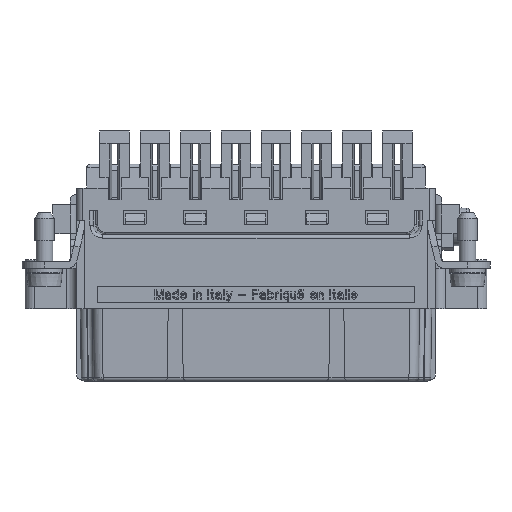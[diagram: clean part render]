
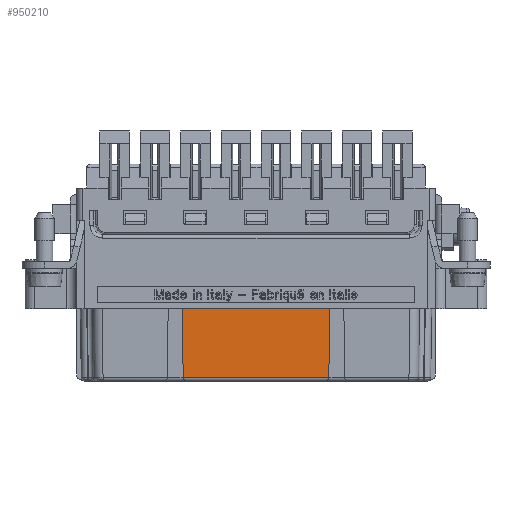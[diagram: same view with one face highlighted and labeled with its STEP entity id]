
A CAD part, front view. The second image highlights one B-rep face of the part: STEP entity #950210.
In plain terms, the highlighted planar face has unit normal (0, -1, -0.013).
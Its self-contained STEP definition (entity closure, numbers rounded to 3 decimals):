
#222460=CARTESIAN_POINT('',(100.746,44.784,-7.6));
#222470=VERTEX_POINT('',#222460);
#222500=CARTESIAN_POINT('',(0.,44.784,-7.6));
#222510=DIRECTION('',(-1.,0.,0.));
#222520=VECTOR('',#222510,1.);
#222530=LINE('',#222500,#222520);
#222540=CARTESIAN_POINT('',(77.746,44.784,-7.6));
#222550=VERTEX_POINT('',#222540);
#222560=EDGE_CURVE('',#222470,#222550,#222530,.T.);
#949410=CARTESIAN_POINT('',(101.079,44.45,17.9));
#949420=DIRECTION('',(0.013,-0.013,
1.));
#949430=VECTOR('',#949420,1.);
#949440=LINE('',#949410,#949430);
#949450=CARTESIAN_POINT('',(100.604,44.925,
-18.407));
#949460=VERTEX_POINT('',#949450);
#949470=EDGE_CURVE('',#949460,#222470,#949440,.T.);
#949810=CARTESIAN_POINT('',(77.412,44.45,17.9));
#949820=DIRECTION('',(-0.013,-0.013,
1.));
#949830=VECTOR('',#949820,1.);
#949840=LINE('',#949810,#949830);
#949850=CARTESIAN_POINT('',(77.887,44.925,
-18.407));
#949860=VERTEX_POINT('',#949850);
#949870=EDGE_CURVE('',#949860,#222550,#949840,.T.);
#950050=CARTESIAN_POINT('',(25.382,44.784,
-7.6));
#950060=DIRECTION('',(0.,-1.,-0.013));
#950070=DIRECTION('',(1.,0.,0.));
#950080=AXIS2_PLACEMENT_3D('',#950050,#950060,#950070);
#950090=PLANE('',#950080);
#950100=ORIENTED_EDGE('',*,*,#222560,.T.);
#950110=ORIENTED_EDGE('',*,*,#949470,.T.);
#950120=CARTESIAN_POINT('',(25.382,44.925,
-18.407));
#950130=DIRECTION('',(1.,0.,0.));
#950140=VECTOR('',#950130,1.);
#950150=LINE('',#950120,#950140);
#950160=EDGE_CURVE('',#949860,#949460,#950150,.T.);
#950170=ORIENTED_EDGE('',*,*,#950160,.T.);
#950180=ORIENTED_EDGE('',*,*,#949870,.F.);
#950190=EDGE_LOOP('',(#950180,#950170,#950110,#950100));
#950200=FACE_OUTER_BOUND('',#950190,.T.);
#950210=ADVANCED_FACE('',(#950200),#950090,.T.);
